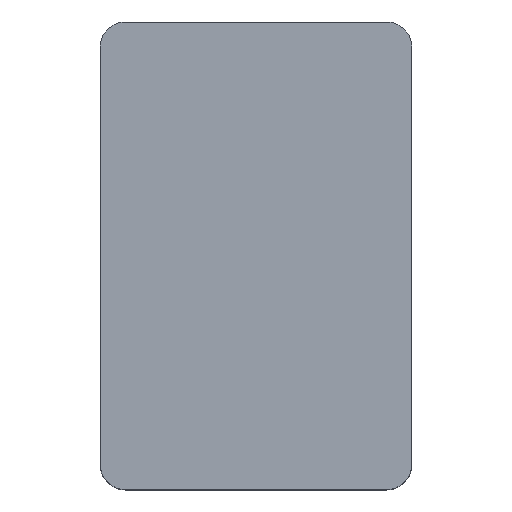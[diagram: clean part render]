
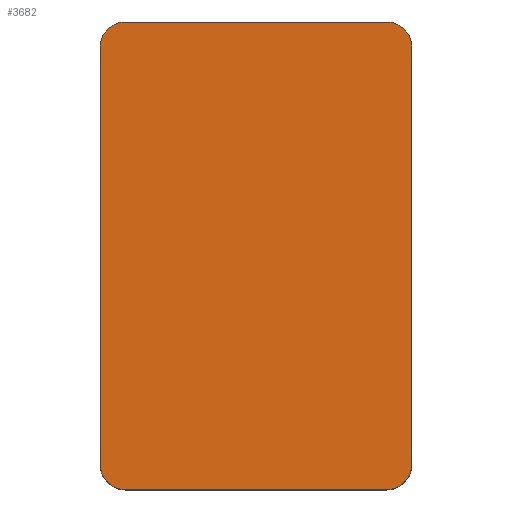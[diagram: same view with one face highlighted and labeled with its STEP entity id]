
A CAD part, top view. The second image highlights one B-rep face of the part: STEP entity #3682.
In plain terms, the highlighted planar face has unit normal (0, 0, 1).
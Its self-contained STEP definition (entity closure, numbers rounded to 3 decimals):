
#147=PLANE('',#3931);
#238=CIRCLE('',#3910,2.5);
#243=CIRCLE('',#3918,2.5);
#244=CIRCLE('',#3921,2.5);
#245=CIRCLE('',#3924,2.5);
#398=FACE_OUTER_BOUND('',#606,.T.);
#606=EDGE_LOOP('',(#3182,#3183,#3184,#3185,#3186,#3187,#3188,#3189));
#970=LINE('',#5707,#1425);
#977=LINE('',#5728,#1432);
#980=LINE('',#5736,#1435);
#982=LINE('',#5742,#1437);
#1425=VECTOR('',#4648,10.);
#1432=VECTOR('',#4669,10.);
#1435=VECTOR('',#4678,10.);
#1437=VECTOR('',#4686,10.);
#1818=VERTEX_POINT('',#5694);
#1819=VERTEX_POINT('',#5695);
#1823=VERTEX_POINT('',#5705);
#1829=VERTEX_POINT('',#5722);
#1830=VERTEX_POINT('',#5726);
#1831=VERTEX_POINT('',#5730);
#1832=VERTEX_POINT('',#5734);
#1833=VERTEX_POINT('',#5738);
#2274=EDGE_CURVE('',#1818,#1819,#238,.T.);
#2280=EDGE_CURVE('',#1818,#1823,#970,.T.);
#2288=EDGE_CURVE('',#1829,#1823,#243,.T.);
#2291=EDGE_CURVE('',#1829,#1830,#977,.T.);
#2292=EDGE_CURVE('',#1831,#1830,#244,.T.);
#2295=EDGE_CURVE('',#1831,#1832,#980,.T.);
#2296=EDGE_CURVE('',#1833,#1832,#245,.T.);
#2298=EDGE_CURVE('',#1833,#1819,#982,.T.);
#3182=ORIENTED_EDGE('',*,*,#2274,.F.);
#3183=ORIENTED_EDGE('',*,*,#2280,.T.);
#3184=ORIENTED_EDGE('',*,*,#2288,.F.);
#3185=ORIENTED_EDGE('',*,*,#2291,.T.);
#3186=ORIENTED_EDGE('',*,*,#2292,.F.);
#3187=ORIENTED_EDGE('',*,*,#2295,.T.);
#3188=ORIENTED_EDGE('',*,*,#2296,.F.);
#3189=ORIENTED_EDGE('',*,*,#2298,.T.);
#3682=ADVANCED_FACE('',(#398),#147,.T.);
#3910=AXIS2_PLACEMENT_3D('',#5696,#4638,#4639);
#3918=AXIS2_PLACEMENT_3D('',#5723,#4663,#4664);
#3921=AXIS2_PLACEMENT_3D('',#5731,#4672,#4673);
#3924=AXIS2_PLACEMENT_3D('',#5739,#4681,#4682);
#3931=AXIS2_PLACEMENT_3D('',#5769,#4710,#4711);
#4638=DIRECTION('center_axis',(0.,0.,-1.));
#4639=DIRECTION('ref_axis',(-0.707,-0.707,0.));
#4648=DIRECTION('',(1.,0.,0.));
#4663=DIRECTION('center_axis',(0.,0.,-1.));
#4664=DIRECTION('ref_axis',(0.707,-0.707,0.));
#4669=DIRECTION('',(0.,1.,0.));
#4672=DIRECTION('center_axis',(0.,0.,-1.));
#4673=DIRECTION('ref_axis',(0.707,0.707,0.));
#4678=DIRECTION('',(-1.,0.,0.));
#4681=DIRECTION('center_axis',(0.,0.,-1.));
#4682=DIRECTION('ref_axis',(-0.707,0.707,0.));
#4686=DIRECTION('',(0.,-1.,0.));
#4710=DIRECTION('center_axis',(0.,0.,1.));
#4711=DIRECTION('ref_axis',(1.,0.,0.));
#5694=CARTESIAN_POINT('',(-13.,-24.,23.5));
#5695=CARTESIAN_POINT('',(-15.5,-21.5,23.5));
#5696=CARTESIAN_POINT('Origin',(-13.,-21.5,23.5));
#5705=CARTESIAN_POINT('',(13.,-24.,23.5));
#5707=CARTESIAN_POINT('',(-15.5,-24.,23.5));
#5722=CARTESIAN_POINT('',(15.5,-21.5,23.5));
#5723=CARTESIAN_POINT('Origin',(13.,-21.5,23.5));
#5726=CARTESIAN_POINT('',(15.5,20.027,23.5));
#5728=CARTESIAN_POINT('',(15.5,-24.,23.5));
#5730=CARTESIAN_POINT('',(13.,22.527,23.5));
#5731=CARTESIAN_POINT('Origin',(13.,20.027,23.5));
#5734=CARTESIAN_POINT('',(-13.,22.527,23.5));
#5736=CARTESIAN_POINT('',(15.5,22.527,23.5));
#5738=CARTESIAN_POINT('',(-15.5,20.027,23.5));
#5739=CARTESIAN_POINT('Origin',(-13.,20.027,23.5));
#5742=CARTESIAN_POINT('',(-15.5,22.527,23.5));
#5769=CARTESIAN_POINT('Origin',(0.,0.,23.5));
